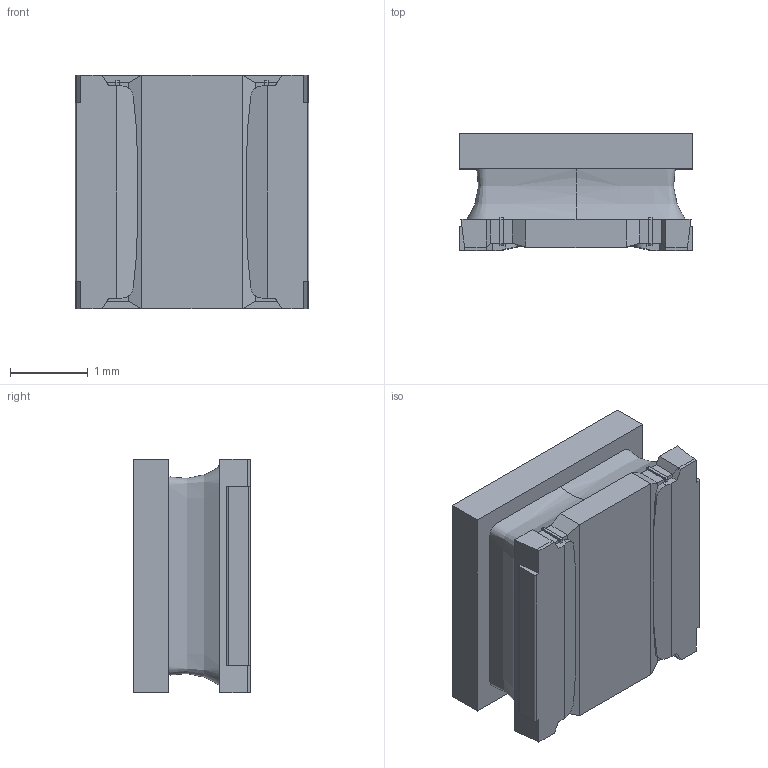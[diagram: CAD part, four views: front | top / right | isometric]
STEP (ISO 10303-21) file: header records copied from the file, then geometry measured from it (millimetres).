
FILE_DESCRIPTION (( 'STEP AP214' ), '1' );
FILE_NAME ('LQH3NPN560MMEL.STEP', '2020-01-29T11:50:10', ( '' ), ( '' ), 'SwSTEP 2.0', 'SolidWorks 2017', '' );
FILE_SCHEMA (( 'AUTOMOTIVE_DESIGN' ));
Length unit declared in the file: millimetre
Products named in the file (1): LQH3NPN560MMEL
Bounding box: 3 x 1.5 x 3 mm (x, y, z)
Volume: 11.6 mm3; surface area: 77.8 mm2
Topology: 7 solids, 7 shells, 112 faces, 290 edges, 192 vertices
Faces by surface type: plane 92, cylinder 18, bspline 2
Entity records: 4281 total; most frequent: CARTESIAN_POINT 1497, ORIENTED_EDGE 580, DIRECTION 515, EDGE_CURVE 290, VECTOR 231, LINE 231, VERTEX_POINT 192, AXIS2_PLACEMENT_3D 142
